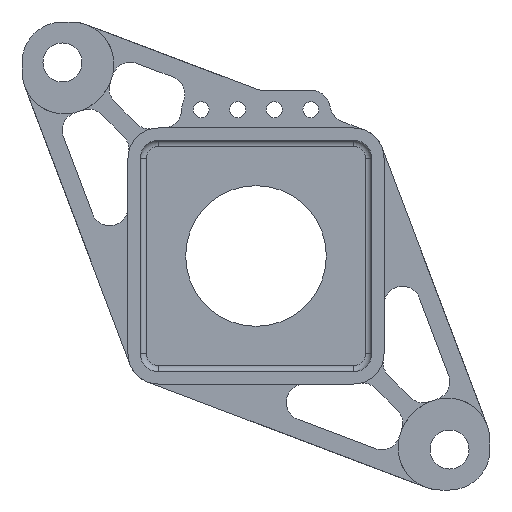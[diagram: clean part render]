
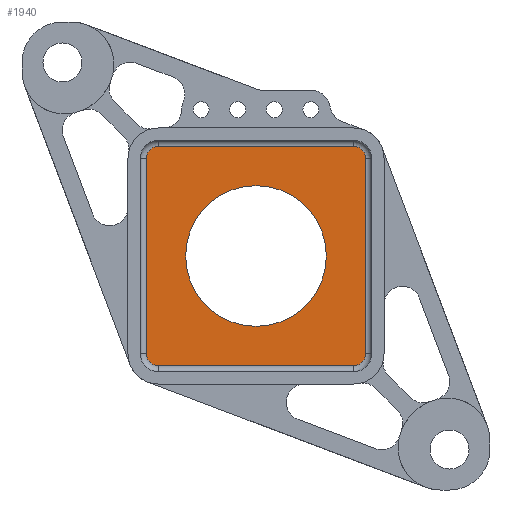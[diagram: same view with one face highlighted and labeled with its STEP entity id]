
A CAD part, left-side view. The second image highlights one B-rep face of the part: STEP entity #1940.
In plain terms, the highlighted planar face has unit normal (-1, 0, 0).
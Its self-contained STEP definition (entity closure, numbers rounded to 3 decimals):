
#50=FACE_BOUND('',#306,.T.);
#91=PLANE('',#2183);
#187=FACE_OUTER_BOUND('',#305,.T.);
#305=EDGE_LOOP('',(#1739,#1740,#1741,#1742,#1743,#1744,#1745,#1746));
#306=EDGE_LOOP('',(#1747));
#449=LINE('',#3314,#604);
#450=LINE('',#3325,#605);
#452=LINE('',#3337,#607);
#454=LINE('',#3349,#609);
#604=VECTOR('',#2718,10.);
#605=VECTOR('',#2731,10.);
#607=VECTOR('',#2745,10.);
#609=VECTOR('',#2759,10.);
#731=CIRCLE('',#2158,1.);
#735=CIRCLE('',#2164,1.);
#739=CIRCLE('',#2170,1.);
#742=CIRCLE('',#2175,1.);
#746=CIRCLE('',#2184,5.764);
#911=VERTEX_POINT('',#3307);
#914=VERTEX_POINT('',#3312);
#916=VERTEX_POINT('',#3317);
#918=VERTEX_POINT('',#3323);
#920=VERTEX_POINT('',#3329);
#922=VERTEX_POINT('',#3335);
#924=VERTEX_POINT('',#3341);
#926=VERTEX_POINT('',#3347);
#932=VERTEX_POINT('',#3373);
#1182=EDGE_CURVE('',#914,#911,#449,.T.);
#1184=EDGE_CURVE('',#916,#914,#731,.T.);
#1187=EDGE_CURVE('',#918,#916,#450,.T.);
#1190=EDGE_CURVE('',#920,#918,#735,.T.);
#1193=EDGE_CURVE('',#922,#920,#452,.T.);
#1196=EDGE_CURVE('',#924,#922,#739,.T.);
#1199=EDGE_CURVE('',#926,#924,#454,.T.);
#1201=EDGE_CURVE('',#911,#926,#742,.T.);
#1212=EDGE_CURVE('',#932,#932,#746,.T.);
#1739=ORIENTED_EDGE('',*,*,#1182,.F.);
#1740=ORIENTED_EDGE('',*,*,#1184,.F.);
#1741=ORIENTED_EDGE('',*,*,#1187,.F.);
#1742=ORIENTED_EDGE('',*,*,#1190,.F.);
#1743=ORIENTED_EDGE('',*,*,#1193,.F.);
#1744=ORIENTED_EDGE('',*,*,#1196,.F.);
#1745=ORIENTED_EDGE('',*,*,#1199,.F.);
#1746=ORIENTED_EDGE('',*,*,#1201,.F.);
#1747=ORIENTED_EDGE('',*,*,#1212,.T.);
#1940=ADVANCED_FACE('',(#187,#50),#91,.T.);
#2158=AXIS2_PLACEMENT_3D('',#3319,#2723,#2724);
#2164=AXIS2_PLACEMENT_3D('',#3331,#2737,#2738);
#2170=AXIS2_PLACEMENT_3D('',#3343,#2751,#2752);
#2175=AXIS2_PLACEMENT_3D('',#3352,#2763,#2764);
#2183=AXIS2_PLACEMENT_3D('',#3372,#2786,#2787);
#2184=AXIS2_PLACEMENT_3D('',#3374,#2788,#2789);
#2718=DIRECTION('',(0.,0.,1.));
#2723=DIRECTION('center_axis',(1.,0.,0.));
#2724=DIRECTION('ref_axis',(0.,0.707,-0.707));
#2731=DIRECTION('',(0.,1.,0.));
#2737=DIRECTION('center_axis',(1.,0.,0.));
#2738=DIRECTION('ref_axis',(0.,-0.707,-0.707));
#2745=DIRECTION('',(0.,0.,-1.));
#2751=DIRECTION('center_axis',(1.,0.,0.));
#2752=DIRECTION('ref_axis',(0.,-0.707,0.707));
#2759=DIRECTION('',(0.,-1.,0.));
#2763=DIRECTION('center_axis',(1.,0.,0.));
#2764=DIRECTION('ref_axis',(0.,0.707,0.707));
#2786=DIRECTION('center_axis',(-1.,0.,0.));
#2787=DIRECTION('ref_axis',(0.,0.,1.));
#2788=DIRECTION('center_axis',(1.,0.,0.));
#2789=DIRECTION('ref_axis',(0.,0.,-1.));
#3307=CARTESIAN_POINT('',(29.248,9.,8.));
#3312=CARTESIAN_POINT('',(29.248,9.,-8.));
#3314=CARTESIAN_POINT('',(29.248,9.,4.25));
#3317=CARTESIAN_POINT('',(29.248,8.,-9.));
#3319=CARTESIAN_POINT('Origin',(29.248,8.,-8.));
#3323=CARTESIAN_POINT('',(29.248,-8.,-9.));
#3325=CARTESIAN_POINT('',(29.248,-5.375,-9.));
#3329=CARTESIAN_POINT('',(29.248,-9.,-8.));
#3331=CARTESIAN_POINT('Origin',(29.248,-8.,-8.));
#3335=CARTESIAN_POINT('',(29.248,-9.,8.));
#3337=CARTESIAN_POINT('',(29.248,-9.,-4.25));
#3341=CARTESIAN_POINT('',(29.248,-8.,9.));
#3343=CARTESIAN_POINT('Origin',(29.248,-8.,8.));
#3347=CARTESIAN_POINT('',(29.248,8.,9.));
#3349=CARTESIAN_POINT('',(29.248,2.875,9.));
#3352=CARTESIAN_POINT('Origin',(29.248,8.,8.));
#3372=CARTESIAN_POINT('Origin',(29.248,-1.25,0.));
#3373=CARTESIAN_POINT('',(29.248,0.,5.764));
#3374=CARTESIAN_POINT('Origin',(29.248,0.,0.));
